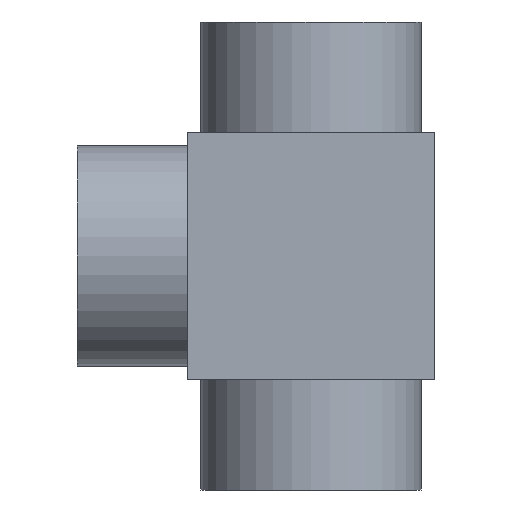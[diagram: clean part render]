
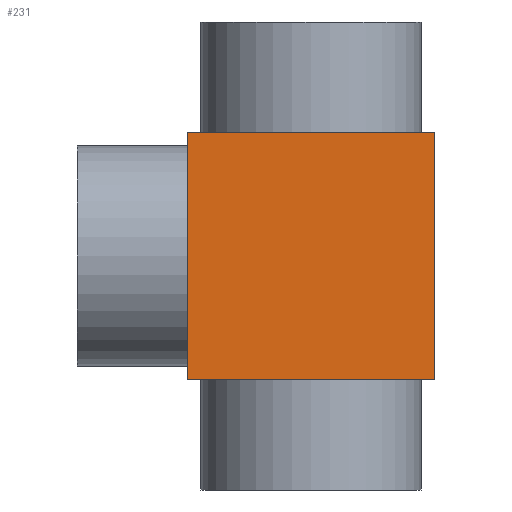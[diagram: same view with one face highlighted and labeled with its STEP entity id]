
A CAD part, left-side view. The second image highlights one B-rep face of the part: STEP entity #231.
In plain terms, the highlighted planar face has unit normal (-1, 0, 0).
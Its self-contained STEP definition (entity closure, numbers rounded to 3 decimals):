
#25=PLANE('',#279);
#39=FACE_OUTER_BOUND('',#57,.T.);
#57=EDGE_LOOP('',(#195,#196,#197,#198));
#80=LINE('',#396,#98);
#83=LINE('',#402,#101);
#84=LINE('',#404,#102);
#85=LINE('',#405,#103);
#98=VECTOR('',#333,10.);
#101=VECTOR('',#338,10.);
#102=VECTOR('',#339,10.);
#103=VECTOR('',#340,10.);
#123=VERTEX_POINT('',#393);
#124=VERTEX_POINT('',#395);
#126=VERTEX_POINT('',#401);
#127=VERTEX_POINT('',#403);
#148=EDGE_CURVE('',#123,#124,#80,.T.);
#151=EDGE_CURVE('',#126,#123,#83,.T.);
#152=EDGE_CURVE('',#127,#126,#84,.T.);
#153=EDGE_CURVE('',#124,#127,#85,.T.);
#195=ORIENTED_EDGE('',*,*,#151,.F.);
#196=ORIENTED_EDGE('',*,*,#152,.F.);
#197=ORIENTED_EDGE('',*,*,#153,.F.);
#198=ORIENTED_EDGE('',*,*,#148,.F.);
#231=ADVANCED_FACE('',(#39),#25,.T.);
#279=AXIS2_PLACEMENT_3D('',#400,#336,#337);
#333=DIRECTION('',(0.,1.,0.));
#336=DIRECTION('center_axis',(-1.,0.,0.));
#337=DIRECTION('ref_axis',(0.,-1.,0.));
#338=DIRECTION('',(0.,0.,-1.));
#339=DIRECTION('',(0.,-1.,0.));
#340=DIRECTION('',(0.,0.,1.));
#393=CARTESIAN_POINT('',(-7.15,-7.15,-7.15));
#395=CARTESIAN_POINT('',(-7.15,7.15,-7.15));
#396=CARTESIAN_POINT('',(-7.15,7.15,-7.15));
#400=CARTESIAN_POINT('Origin',(-7.15,7.15,0.));
#401=CARTESIAN_POINT('',(-7.15,-7.15,7.15));
#402=CARTESIAN_POINT('',(-7.15,-7.15,0.));
#403=CARTESIAN_POINT('',(-7.15,7.15,7.15));
#404=CARTESIAN_POINT('',(-7.15,7.15,7.15));
#405=CARTESIAN_POINT('',(-7.15,7.15,0.));
